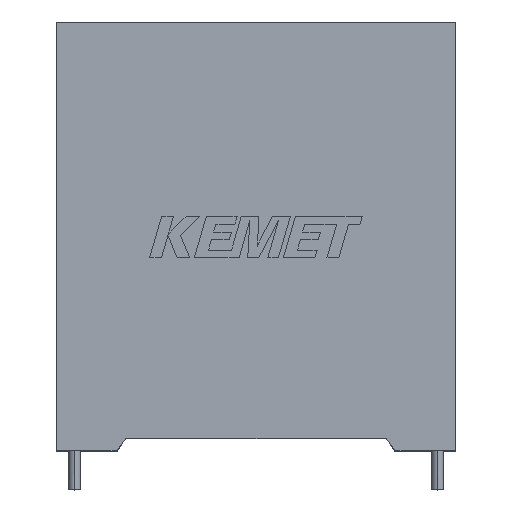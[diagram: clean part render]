
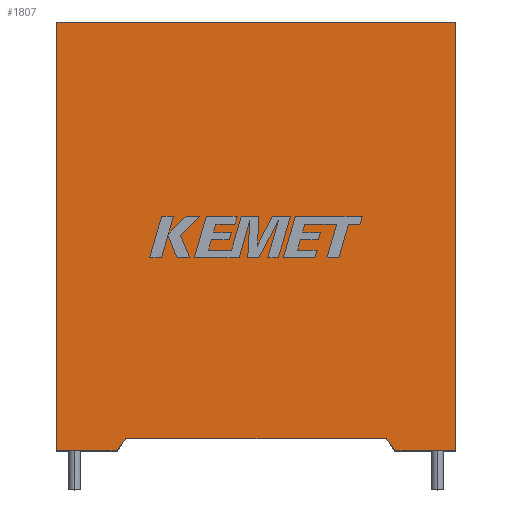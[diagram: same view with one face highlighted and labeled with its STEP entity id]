
A CAD part, top view. The second image highlights one B-rep face of the part: STEP entity #1807.
In plain terms, the highlighted planar face has unit normal (0, 0, 1).
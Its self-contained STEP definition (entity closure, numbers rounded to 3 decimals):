
#120 = ORIENTED_EDGE ( 'NONE', *, *, #2863, .F. ) ;
#162 = EDGE_CURVE ( 'NONE', #2168, #2960, #465, .T. ) ;
#192 = VECTOR ( 'NONE', #2216, 1000. ) ;
#241 = EDGE_CURVE ( 'NONE', #402, #879, #2618, .T. ) ;
#244 = ORIENTED_EDGE ( 'NONE', *, *, #665, .T. ) ;
#375 = ORIENTED_EDGE ( 'NONE', *, *, #241, .T. ) ;
#402 = VERTEX_POINT ( 'NONE', #865 ) ;
#423 = CARTESIAN_POINT ( 'NONE',  ( 0., 0., 29.3 ) ) ;
#465 = LINE ( 'NONE', #3355, #3377 ) ;
#478 = ORIENTED_EDGE ( 'NONE', *, *, #1313, .T. ) ;
#482 = DIRECTION ( 'NONE',  ( 0., 0., -1. ) ) ;
#493 = CARTESIAN_POINT ( 'NONE',  ( 7.2, 1.302, 29.3 ) ) ;
#500 = FACE_OUTER_BOUND ( 'NONE', #1172, .T. ) ;
#528 = ORIENTED_EDGE ( 'NONE', *, *, #162, .F. ) ;
#577 = VECTOR ( 'NONE', #3029, 1000. ) ;
#665 = EDGE_CURVE ( 'NONE', #3195, #1124, #1533, .T. ) ;
#749 = CARTESIAN_POINT ( 'NONE',  ( 41.3, 44.3, 29.3 ) ) ;
#825 = LINE ( 'NONE', #2124, #2811 ) ;
#827 = CARTESIAN_POINT ( 'NONE',  ( 0., 0., 29.3 ) ) ;
#865 = CARTESIAN_POINT ( 'NONE',  ( 41.3, 0., 29.3 ) ) ;
#879 = VERTEX_POINT ( 'NONE', #749 ) ;
#927 = CARTESIAN_POINT ( 'NONE',  ( 0., 0., 29.3 ) ) ;
#971 = CARTESIAN_POINT ( 'NONE',  ( 35., 0., 29.3 ) ) ;
#1001 = CARTESIAN_POINT ( 'NONE',  ( 34.1, 1.302, 29.3 ) ) ;
#1016 = EDGE_CURVE ( 'NONE', #1178, #402, #1588, .T. ) ;
#1124 = VERTEX_POINT ( 'NONE', #1213 ) ;
#1172 = EDGE_LOOP ( 'NONE', ( #528, #2800, #2297, #375, #478, #2916, #244, #120 ) ) ;
#1178 = VERTEX_POINT ( 'NONE', #971 ) ;
#1181 = VERTEX_POINT ( 'NONE', #1525 ) ;
#1193 = CARTESIAN_POINT ( 'NONE',  ( 34.1, 1.302, 29.3 ) ) ;
#1213 = CARTESIAN_POINT ( 'NONE',  ( 6.3, 0., 29.3 ) ) ;
#1259 = PLANE ( 'NONE',  #3371 ) ;
#1275 = DIRECTION ( 'NONE',  ( -1., 0., 0. ) ) ;
#1284 = VECTOR ( 'NONE', #3307, 1000. ) ;
#1313 = EDGE_CURVE ( 'NONE', #879, #1181, #825, .T. ) ;
#1510 = DIRECTION ( 'NONE',  ( -0.568, -0.823, 0. ) ) ;
#1525 = CARTESIAN_POINT ( 'NONE',  ( 0., 44.3, 29.3 ) ) ;
#1533 = LINE ( 'NONE', #927, #1284 ) ;
#1588 = LINE ( 'NONE', #1952, #192 ) ;
#1807 = ADVANCED_FACE ( 'NONE', ( #500 ), #1259, .F. ) ;
#1952 = CARTESIAN_POINT ( 'NONE',  ( 0., 0., 29.3 ) ) ;
#2067 = DIRECTION ( 'NONE',  ( -1., 0., 0. ) ) ;
#2096 = CARTESIAN_POINT ( 'NONE',  ( 41.3, 0., 29.3 ) ) ;
#2124 = CARTESIAN_POINT ( 'NONE',  ( 0., 44.3, 29.3 ) ) ;
#2151 = EDGE_CURVE ( 'NONE', #2168, #1178, #2404, .T. ) ;
#2168 = VERTEX_POINT ( 'NONE', #1001 ) ;
#2216 = DIRECTION ( 'NONE',  ( 1., 0., 0. ) ) ;
#2297 = ORIENTED_EDGE ( 'NONE', *, *, #1016, .T. ) ;
#2404 = LINE ( 'NONE', #1193, #3369 ) ;
#2453 = VECTOR ( 'NONE', #3402, 1000. ) ;
#2517 = VECTOR ( 'NONE', #1510, 1000. ) ;
#2618 = LINE ( 'NONE', #2096, #2453 ) ;
#2682 = LINE ( 'NONE', #2768, #2517 ) ;
#2768 = CARTESIAN_POINT ( 'NONE',  ( 7.2, 1.302, 29.3 ) ) ;
#2771 = EDGE_CURVE ( 'NONE', #1181, #3195, #2848, .T. ) ;
#2800 = ORIENTED_EDGE ( 'NONE', *, *, #2151, .T. ) ;
#2811 = VECTOR ( 'NONE', #3156, 1000. ) ;
#2848 = LINE ( 'NONE', #423, #577 ) ;
#2863 = EDGE_CURVE ( 'NONE', #2960, #1124, #2682, .T. ) ;
#2916 = ORIENTED_EDGE ( 'NONE', *, *, #2771, .T. ) ;
#2960 = VERTEX_POINT ( 'NONE', #493 ) ;
#3029 = DIRECTION ( 'NONE',  ( 0., -1., 0. ) ) ;
#3060 = DIRECTION ( 'NONE',  ( 0.568, -0.823, 0. ) ) ;
#3156 = DIRECTION ( 'NONE',  ( -1., 0., 0. ) ) ;
#3195 = VERTEX_POINT ( 'NONE', #827 ) ;
#3307 = DIRECTION ( 'NONE',  ( 1., 0., 0. ) ) ;
#3355 = CARTESIAN_POINT ( 'NONE',  ( 20.65, 1.302, 29.3 ) ) ;
#3369 = VECTOR ( 'NONE', #3060, 1000. ) ;
#3371 = AXIS2_PLACEMENT_3D ( 'NONE', #3419, #482, #1275 ) ;
#3377 = VECTOR ( 'NONE', #2067, 1000. ) ;
#3402 = DIRECTION ( 'NONE',  ( 0., 1., 0. ) ) ;
#3419 = CARTESIAN_POINT ( 'NONE',  ( 0., 0., 29.3 ) ) ;
